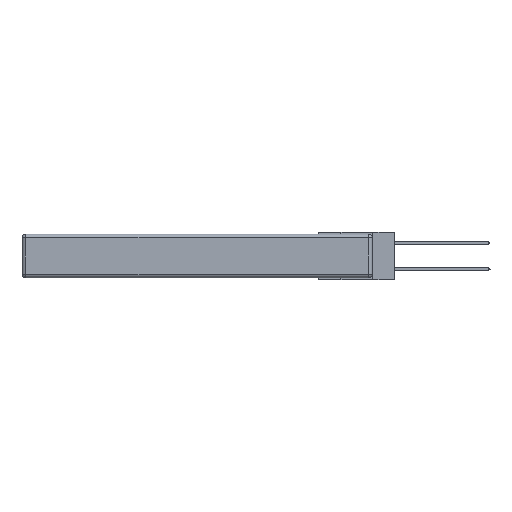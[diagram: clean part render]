
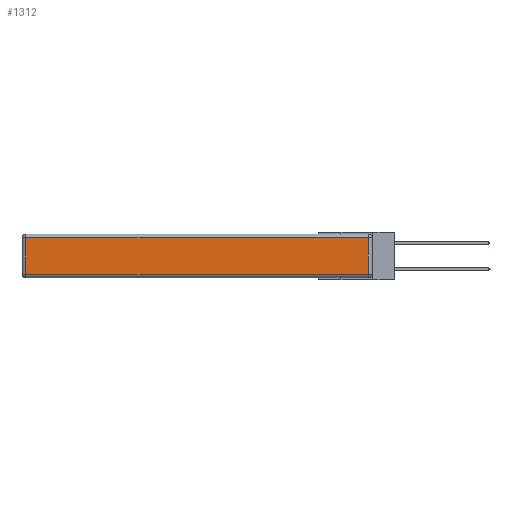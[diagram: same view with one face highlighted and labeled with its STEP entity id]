
A CAD part, left-side view. The second image highlights one B-rep face of the part: STEP entity #1312.
In plain terms, the highlighted planar face has unit normal (-1, 0, 0).
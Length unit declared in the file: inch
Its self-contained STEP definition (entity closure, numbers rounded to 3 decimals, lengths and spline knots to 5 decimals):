
#375 = AXIS2_PLACEMENT_3D ( 'NONE', #14775, #7709, #5410 ) ;
#1312 = ADVANCED_FACE ( 'NONE', ( #2447 ), #13617, .T. ) ;
#1666 = CARTESIAN_POINT ( 'NONE',  ( 0., 2.72, -0.343 ) ) ;
#2447 = FACE_OUTER_BOUND ( 'NONE', #8148, .T. ) ;
#2493 = ORIENTED_EDGE ( 'NONE', *, *, #5900, .T. ) ;
#2736 = LINE ( 'NONE', #8981, #15092 ) ;
#3286 = VECTOR ( 'NONE', #12348, 39.37008 ) ;
#3518 = ORIENTED_EDGE ( 'NONE', *, *, #9133, .T. ) ;
#3946 = CARTESIAN_POINT ( 'NONE',  ( 0., 2.75, -0.03 ) ) ;
#4022 = CARTESIAN_POINT ( 'NONE',  ( 0., 0.03, -0.03 ) ) ;
#4058 = CARTESIAN_POINT ( 'NONE',  ( 0., 0.03, -0.343 ) ) ;
#5083 = CARTESIAN_POINT ( 'NONE',  ( 0., 2.72, -0.03 ) ) ;
#5375 = CARTESIAN_POINT ( 'NONE',  ( 0., 2.72, -0.313 ) ) ;
#5410 = DIRECTION ( 'NONE',  ( 0., 0., 1. ) ) ;
#5519 = DIRECTION ( 'NONE',  ( 0., -1., 0. ) ) ;
#5856 = EDGE_CURVE ( 'NONE', #11913, #11632, #14995, .T. ) ;
#5900 = EDGE_CURVE ( 'NONE', #6608, #11913, #10483, .T. ) ;
#6025 = LINE ( 'NONE', #1666, #7523 ) ;
#6608 = VERTEX_POINT ( 'NONE', #13586 ) ;
#7523 = VECTOR ( 'NONE', #12305, 39.37008 ) ;
#7709 = DIRECTION ( 'NONE',  ( -1., 0., 0. ) ) ;
#8148 = EDGE_LOOP ( 'NONE', ( #12680, #2493, #8263, #3518 ) ) ;
#8263 = ORIENTED_EDGE ( 'NONE', *, *, #5856, .T. ) ;
#8323 = VECTOR ( 'NONE', #8559, 39.37008 ) ;
#8559 = DIRECTION ( 'NONE',  ( 0., 1., 0. ) ) ;
#8981 = CARTESIAN_POINT ( 'NONE',  ( 0., 0., -0.313 ) ) ;
#9133 = EDGE_CURVE ( 'NONE', #11632, #11972, #6025, .T. ) ;
#9286 = EDGE_CURVE ( 'NONE', #11972, #6608, #2736, .T. ) ;
#10483 = LINE ( 'NONE', #4058, #3286 ) ;
#11632 = VERTEX_POINT ( 'NONE', #5083 ) ;
#11913 = VERTEX_POINT ( 'NONE', #4022 ) ;
#11972 = VERTEX_POINT ( 'NONE', #5375 ) ;
#12305 = DIRECTION ( 'NONE',  ( 0., 0., -1. ) ) ;
#12348 = DIRECTION ( 'NONE',  ( 0., 0., 1. ) ) ;
#12680 = ORIENTED_EDGE ( 'NONE', *, *, #9286, .T. ) ;
#13586 = CARTESIAN_POINT ( 'NONE',  ( 0., 0.03, -0.313 ) ) ;
#13617 = PLANE ( 'NONE',  #375 ) ;
#14775 = CARTESIAN_POINT ( 'NONE',  ( 0., 0., -0.343 ) ) ;
#14995 = LINE ( 'NONE', #3946, #8323 ) ;
#15092 = VECTOR ( 'NONE', #5519, 39.37008 ) ;
